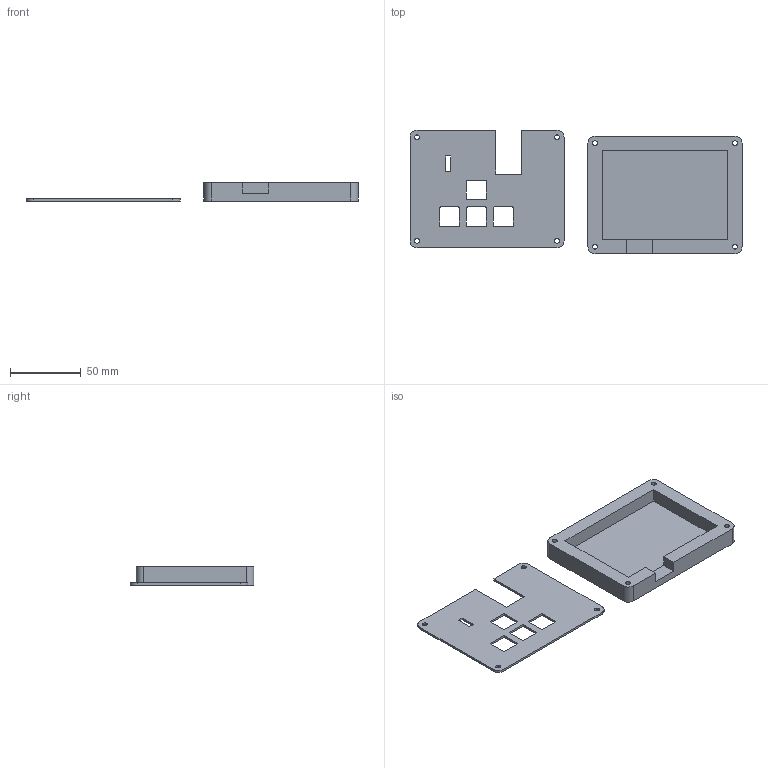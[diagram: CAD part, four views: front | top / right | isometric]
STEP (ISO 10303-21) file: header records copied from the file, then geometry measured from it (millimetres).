
FILE_DESCRIPTION(/* description */ (''),/* implementation_level */ '2;1');
FILE_NAME(/* name */ 'macropad_pg_complete.step',/* time_stamp */ '2025-12-30T16:18:31-05:00',/* author */ (''),/* organization */ (''),/* preprocessor_version */ 'ST-DEVELOPER v20.1',/* originating_system */ 'Autodesk Translation Framework v14.21.0.0',/* authorisation */ '');
FILE_SCHEMA (('AUTOMOTIVE_DESIGN { 1 0 10303 214 3 1 1 }'));
Length unit declared in the file: millimetre
Products named in the file (4): 2025-12-30-08-48-46-994; 2025-11-23-21-14-30-404; 2025-11-23-21-15-14-957; 2025-11-25-17-27-32-038
Assembly tree (3 placements, depth 3):
  2025-12-30-08-48-46-994
    2025-11-23-21-14-30-404
      2025-11-23-21-15-14-957
    2025-11-25-17-27-32-038
Bounding box: 234.73 x 87.34 x 13.2 mm (x, y, z)
Volume: 70630.3 mm3; surface area: 42782.7 mm2
Topology: 2 solids, 2 shells, 331 faces, 921 edges, 614 vertices
Faces by surface type: bspline 178, plane 117, cylinder 36
Full cylindrical faces by diameter (mm): 3.4 x8, 6 x4
Entity records: 12384 total; most frequent: CARTESIAN_POINT 4899, ORIENTED_EDGE 1842, DIRECTION 957, EDGE_CURVE 921, VERTEX_POINT 614, LINE 493, VECTOR 493, EDGE_LOOP 377
